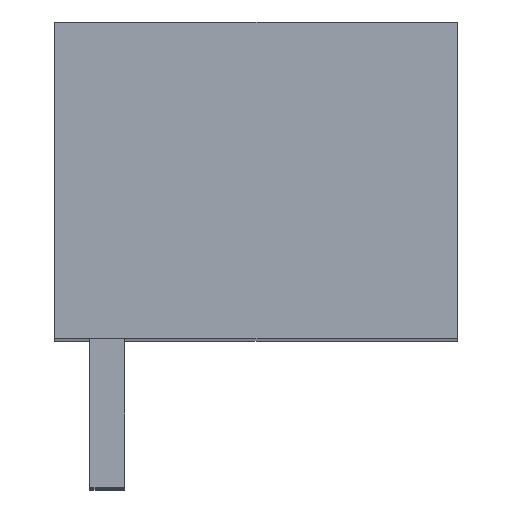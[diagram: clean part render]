
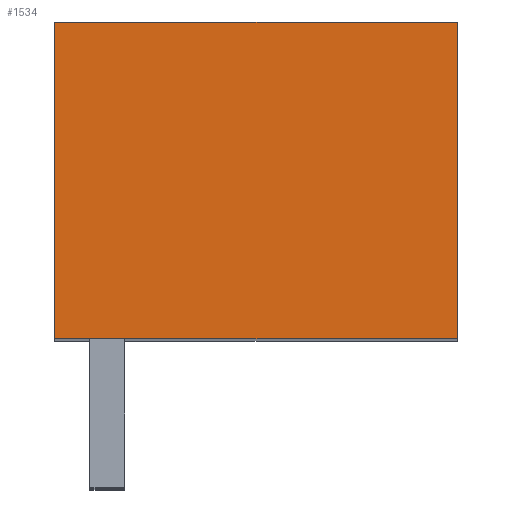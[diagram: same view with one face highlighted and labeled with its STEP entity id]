
A CAD part, top view. The second image highlights one B-rep face of the part: STEP entity #1534.
In plain terms, the highlighted planar face has unit normal (0, 0, 1).
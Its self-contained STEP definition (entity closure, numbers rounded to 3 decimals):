
#1534=ADVANCED_FACE('',(#3368),#3370,.T.);
#3368=FACE_BOUND('',#3369,.T.);
#3369=EDGE_LOOP('',(#4778,#4779,#4780,#4781));
#3370=PLANE('',#3371);
#3371=AXIS2_PLACEMENT_3D('',#3372,#3373,#3374);
#3372=CARTESIAN_POINT('',(0.,-7.24,34.29));
#3373=DIRECTION('',(0.,-0.,1.));
#3374=DIRECTION('',(0.,1.,0.));
#4778=ORIENTED_EDGE('',*,*,#5551,.T.);
#4779=ORIENTED_EDGE('',*,*,#5568,.T.);
#4780=ORIENTED_EDGE('',*,*,#5569,.F.);
#4781=ORIENTED_EDGE('',*,*,#5570,.F.);
#5551=EDGE_CURVE('',#6453,#6450,#6454,.T.);
#5568=EDGE_CURVE('',#6450,#6484,#6486,.T.);
#5569=EDGE_CURVE('',#6487,#6484,#6488,.T.);
#5570=EDGE_CURVE('',#6453,#6487,#6489,.T.);
#6450=VERTEX_POINT('',#8334);
#6453=VERTEX_POINT('',#8339);
#6454=LINE('',#8340,#8341);
#6484=VERTEX_POINT('',#8402);
#6486=LINE('',#8406,#8407);
#6487=VERTEX_POINT('',#8409);
#6488=LINE('',#8410,#8411);
#6489=LINE('',#8413,#8414);
#8334=CARTESIAN_POINT('',(0.,0.,34.29));
#8339=CARTESIAN_POINT('',(0.,-7.24,34.29));
#8340=CARTESIAN_POINT('',(0.,-7.24,34.29));
#8341=VECTOR('',#8342,1.);
#8342=DIRECTION('',(0.,1.,0.));
#8402=CARTESIAN_POINT('',(-9.2,0.,34.29));
#8406=CARTESIAN_POINT('',(0.,0.,34.29));
#8407=VECTOR('',#8408,1.);
#8408=DIRECTION('',(-1.,0.,0.));
#8409=CARTESIAN_POINT('',(-9.2,-7.24,34.29));
#8410=CARTESIAN_POINT('',(-9.2,-7.24,34.29));
#8411=VECTOR('',#8412,1.);
#8412=DIRECTION('',(0.,1.,0.));
#8413=CARTESIAN_POINT('',(0.,-7.24,34.29));
#8414=VECTOR('',#8415,1.);
#8415=DIRECTION('',(-1.,0.,0.));
